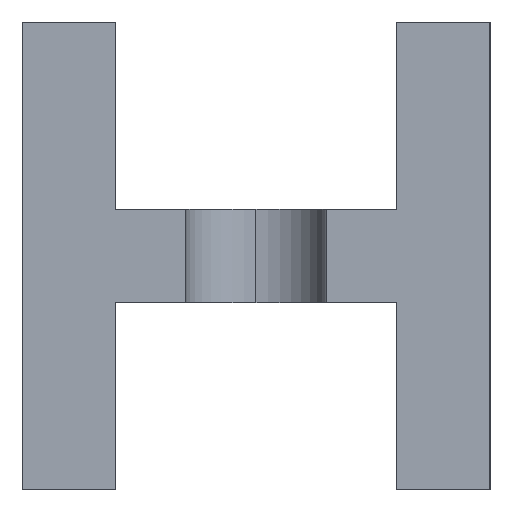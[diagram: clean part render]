
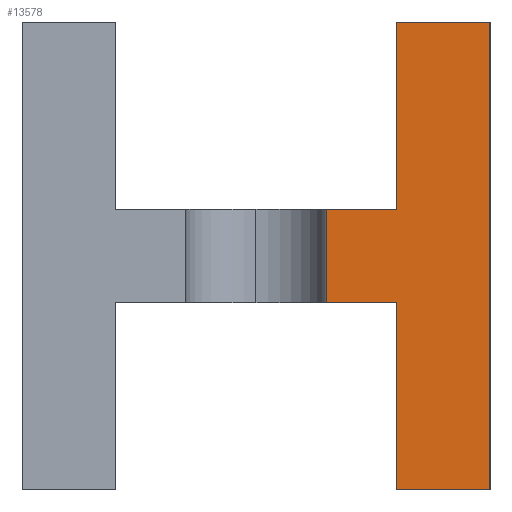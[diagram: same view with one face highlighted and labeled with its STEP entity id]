
A CAD part, left-side view. The second image highlights one B-rep face of the part: STEP entity #13578.
In plain terms, the highlighted planar face has unit normal (-1, 0, 0).
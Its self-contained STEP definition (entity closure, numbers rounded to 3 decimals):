
#602 = LINE ( 'NONE', #11748, #4173 ) ;
#1080 = VERTEX_POINT ( 'NONE', #1097 ) ;
#1097 = CARTESIAN_POINT ( 'NONE',  ( 0., 3.5, 4. ) ) ;
#1729 = CARTESIAN_POINT ( 'NONE',  ( 0., 8., 4. ) ) ;
#2002 = ORIENTED_EDGE ( 'NONE', *, *, #13191, .F. ) ;
#2161 = EDGE_CURVE ( 'NONE', #16328, #4099, #602, .T. ) ;
#2396 = DIRECTION ( 'NONE',  ( 0., -1., 0. ) ) ;
#2433 = VECTOR ( 'NONE', #18244, 1000. ) ;
#2456 = VECTOR ( 'NONE', #18809, 1000. ) ;
#2460 = ORIENTED_EDGE ( 'NONE', *, *, #2161, .F. ) ;
#2582 = VECTOR ( 'NONE', #10988, 1000. ) ;
#2620 = VERTEX_POINT ( 'NONE', #4180 ) ;
#2769 = CARTESIAN_POINT ( 'NONE',  ( 0., 2., 6. ) ) ;
#2946 = LINE ( 'NONE', #19233, #2456 ) ;
#2951 = ORIENTED_EDGE ( 'NONE', *, *, #5300, .F. ) ;
#2964 = CARTESIAN_POINT ( 'NONE',  ( 0., 2., 6. ) ) ;
#3948 = VECTOR ( 'NONE', #2396, 1000. ) ;
#4099 = VERTEX_POINT ( 'NONE', #18358 ) ;
#4173 = VECTOR ( 'NONE', #11761, 1000. ) ;
#4180 = CARTESIAN_POINT ( 'NONE',  ( 0., 2., 4. ) ) ;
#4194 = VECTOR ( 'NONE', #18944, 1000. ) ;
#5284 = CARTESIAN_POINT ( 'NONE',  ( 0., 0., 10. ) ) ;
#5300 = EDGE_CURVE ( 'NONE', #4099, #19835, #2946, .T. ) ;
#6441 = VERTEX_POINT ( 'NONE', #2769 ) ;
#7429 = FACE_OUTER_BOUND ( 'NONE', #11324, .T. ) ;
#7460 = EDGE_CURVE ( 'NONE', #17243, #6441, #16547, .T. ) ;
#7648 = ORIENTED_EDGE ( 'NONE', *, *, #19570, .F. ) ;
#7715 = EDGE_CURVE ( 'NONE', #1080, #17243, #10156, .T. ) ;
#8431 = LINE ( 'NONE', #1729, #4194 ) ;
#9199 = LINE ( 'NONE', #10332, #13471 ) ;
#9243 = AXIS2_PLACEMENT_3D ( 'NONE', #14879, #14857, #14819 ) ;
#9553 = DIRECTION ( 'NONE',  ( 0., 0., 1. ) ) ;
#9604 = CARTESIAN_POINT ( 'NONE',  ( 0., 3.5, 4. ) ) ;
#9677 = DIRECTION ( 'NONE',  ( 0., 0., 1. ) ) ;
#10156 = LINE ( 'NONE', #9604, #17943 ) ;
#10332 = CARTESIAN_POINT ( 'NONE',  ( 0., 2., 10. ) ) ;
#10988 = DIRECTION ( 'NONE',  ( 0., -1., 0. ) ) ;
#11013 = LINE ( 'NONE', #11291, #2582 ) ;
#11199 = EDGE_CURVE ( 'NONE', #14930, #16328, #11013, .T. ) ;
#11291 = CARTESIAN_POINT ( 'NONE',  ( 0., 0., 10. ) ) ;
#11324 = EDGE_LOOP ( 'NONE', ( #16065, #7648, #11394, #2951, #2460, #18628, #2002, #14146 ) ) ;
#11394 = ORIENTED_EDGE ( 'NONE', *, *, #14937, .F. ) ;
#11748 = CARTESIAN_POINT ( 'NONE',  ( 0., 0., 0. ) ) ;
#11761 = DIRECTION ( 'NONE',  ( 0., 0., -1. ) ) ;
#13191 = EDGE_CURVE ( 'NONE', #6441, #14930, #9199, .T. ) ;
#13471 = VECTOR ( 'NONE', #9553, 1000. ) ;
#13578 = ADVANCED_FACE ( 'NONE', ( #7429 ), #15110, .T. ) ;
#14146 = ORIENTED_EDGE ( 'NONE', *, *, #7460, .F. ) ;
#14819 = DIRECTION ( 'NONE',  ( 0., 0., 1. ) ) ;
#14857 = DIRECTION ( 'NONE',  ( -1., 0., 0. ) ) ;
#14879 = CARTESIAN_POINT ( 'NONE',  ( 0., 0., 0. ) ) ;
#14930 = VERTEX_POINT ( 'NONE', #18281 ) ;
#14937 = EDGE_CURVE ( 'NONE', #19835, #2620, #18590, .T. ) ;
#15110 = PLANE ( 'NONE',  #9243 ) ;
#15425 = CARTESIAN_POINT ( 'NONE',  ( 0., 3.5, 6. ) ) ;
#16065 = ORIENTED_EDGE ( 'NONE', *, *, #7715, .F. ) ;
#16328 = VERTEX_POINT ( 'NONE', #5284 ) ;
#16547 = LINE ( 'NONE', #2964, #3948 ) ;
#17243 = VERTEX_POINT ( 'NONE', #15425 ) ;
#17943 = VECTOR ( 'NONE', #9677, 1000. ) ;
#18085 = CARTESIAN_POINT ( 'NONE',  ( 0., 2., 4. ) ) ;
#18244 = DIRECTION ( 'NONE',  ( 0., 0., 1. ) ) ;
#18281 = CARTESIAN_POINT ( 'NONE',  ( 0., 2., 10. ) ) ;
#18358 = CARTESIAN_POINT ( 'NONE',  ( 0., 0., 0. ) ) ;
#18590 = LINE ( 'NONE', #18085, #2433 ) ;
#18628 = ORIENTED_EDGE ( 'NONE', *, *, #11199, .F. ) ;
#18809 = DIRECTION ( 'NONE',  ( 0., 1., 0. ) ) ;
#18944 = DIRECTION ( 'NONE',  ( 0., 1., 0. ) ) ;
#19233 = CARTESIAN_POINT ( 'NONE',  ( 0., 2., 0. ) ) ;
#19394 = CARTESIAN_POINT ( 'NONE',  ( 0., 2., 0. ) ) ;
#19570 = EDGE_CURVE ( 'NONE', #2620, #1080, #8431, .T. ) ;
#19835 = VERTEX_POINT ( 'NONE', #19394 ) ;
